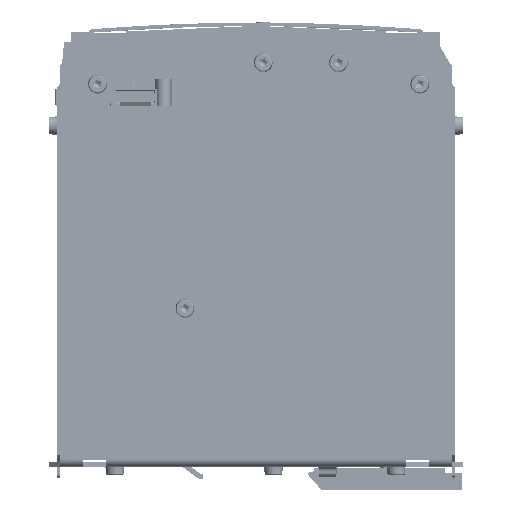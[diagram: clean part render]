
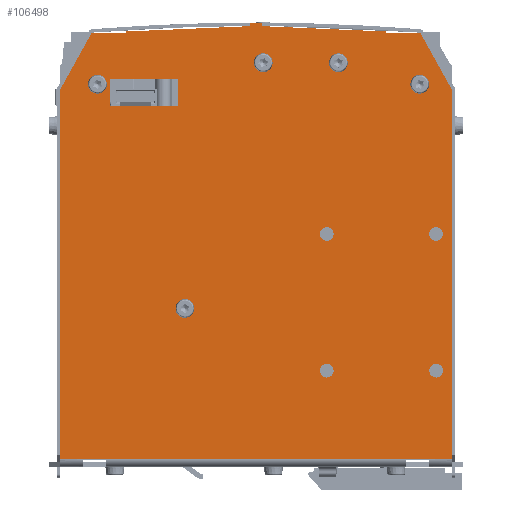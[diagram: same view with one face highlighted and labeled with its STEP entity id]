
A CAD part, left-side view. The second image highlights one B-rep face of the part: STEP entity #106498.
In plain terms, the highlighted planar face has unit normal (-1, 0, 0).
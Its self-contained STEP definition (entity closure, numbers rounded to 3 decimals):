
#4160=FACE_BOUND('',#19733,.T.);
#4161=FACE_BOUND('',#19734,.T.);
#4162=FACE_BOUND('',#19735,.T.);
#4163=FACE_BOUND('',#19736,.T.);
#4164=FACE_BOUND('',#19737,.T.);
#4165=FACE_BOUND('',#19738,.T.);
#4166=FACE_BOUND('',#19739,.T.);
#4167=FACE_BOUND('',#19740,.T.);
#4168=FACE_BOUND('',#19741,.T.);
#4169=FACE_BOUND('',#19742,.T.);
#6559=CIRCLE('',#114523,2.);
#6560=CIRCLE('',#114524,2.);
#6561=CIRCLE('',#114525,2.);
#6562=CIRCLE('',#114526,2.);
#6563=CIRCLE('',#114527,2.);
#6564=CIRCLE('',#114528,2.);
#6565=CIRCLE('',#114529,1.75);
#6566=CIRCLE('',#114530,1.75);
#6567=CIRCLE('',#114531,1.25);
#12561=FACE_OUTER_BOUND('',#19732,.T.);
#19732=EDGE_LOOP('',(#91207,#91208,#91209,#91210,#91211,#91212,#91213,#91214,
#91215,#91216,#91217,#91218,#91219,#91220));
#19733=EDGE_LOOP('',(#91221));
#19734=EDGE_LOOP('',(#91222));
#19735=EDGE_LOOP('',(#91223));
#19736=EDGE_LOOP('',(#91224));
#19737=EDGE_LOOP('',(#91225));
#19738=EDGE_LOOP('',(#91226));
#19739=EDGE_LOOP('',(#91227));
#19740=EDGE_LOOP('',(#91228));
#19741=EDGE_LOOP('',(#91229));
#19742=EDGE_LOOP('',(#91230,#91231,#91232,#91233));
#30173=LINE('',#175704,#41791);
#30174=LINE('',#175706,#41792);
#30175=LINE('',#175708,#41793);
#30176=LINE('',#175710,#41794);
#30177=LINE('',#175712,#41795);
#30178=LINE('',#175714,#41796);
#30179=LINE('',#175716,#41797);
#30180=LINE('',#175718,#41798);
#30181=LINE('',#175720,#41799);
#30182=LINE('',#175722,#41800);
#30183=LINE('',#175724,#41801);
#30184=LINE('',#175726,#41802);
#30185=LINE('',#175728,#41803);
#30186=LINE('',#175729,#41804);
#30187=LINE('',#175750,#41805);
#30188=LINE('',#175752,#41806);
#30189=LINE('',#175754,#41807);
#30190=LINE('',#175755,#41808);
#41791=VECTOR('',#138383,0.431);
#41792=VECTOR('',#138384,36.434);
#41793=VECTOR('',#138385,0.9);
#41794=VECTOR('',#138386,3.4);
#41795=VECTOR('',#138387,0.9);
#41796=VECTOR('',#138388,36.434);
#41797=VECTOR('',#138389,0.431);
#41798=VECTOR('',#138390,10.);
#41799=VECTOR('',#138391,18.979);
#41800=VECTOR('',#138392,108.05);
#41801=VECTOR('',#138393,114.6);
#41802=VECTOR('',#138394,108.05);
#41803=VECTOR('',#138395,18.979);
#41804=VECTOR('',#138396,10.);
#41805=VECTOR('',#138415,8.);
#41806=VECTOR('',#138416,20.);
#41807=VECTOR('',#138417,8.);
#41808=VECTOR('',#138418,20.);
#52114=VERTEX_POINT('',#175702);
#52115=VERTEX_POINT('',#175703);
#52116=VERTEX_POINT('',#175705);
#52117=VERTEX_POINT('',#175707);
#52118=VERTEX_POINT('',#175709);
#52119=VERTEX_POINT('',#175711);
#52120=VERTEX_POINT('',#175713);
#52121=VERTEX_POINT('',#175715);
#52122=VERTEX_POINT('',#175717);
#52123=VERTEX_POINT('',#175719);
#52124=VERTEX_POINT('',#175721);
#52125=VERTEX_POINT('',#175723);
#52126=VERTEX_POINT('',#175725);
#52127=VERTEX_POINT('',#175727);
#52128=VERTEX_POINT('',#175730);
#52129=VERTEX_POINT('',#175732);
#52130=VERTEX_POINT('',#175734);
#52131=VERTEX_POINT('',#175736);
#52132=VERTEX_POINT('',#175738);
#52133=VERTEX_POINT('',#175740);
#52134=VERTEX_POINT('',#175742);
#52135=VERTEX_POINT('',#175744);
#52136=VERTEX_POINT('',#175746);
#52137=VERTEX_POINT('',#175748);
#52138=VERTEX_POINT('',#175749);
#52139=VERTEX_POINT('',#175751);
#52140=VERTEX_POINT('',#175753);
#65526=EDGE_CURVE('',#52114,#52115,#30173,.T.);
#65527=EDGE_CURVE('',#52115,#52116,#30174,.T.);
#65528=EDGE_CURVE('',#52116,#52117,#30175,.T.);
#65529=EDGE_CURVE('',#52117,#52118,#30176,.T.);
#65530=EDGE_CURVE('',#52118,#52119,#30177,.T.);
#65531=EDGE_CURVE('',#52119,#52120,#30178,.T.);
#65532=EDGE_CURVE('',#52120,#52121,#30179,.T.);
#65533=EDGE_CURVE('',#52121,#52122,#30180,.T.);
#65534=EDGE_CURVE('',#52122,#52123,#30181,.T.);
#65535=EDGE_CURVE('',#52124,#52123,#30182,.T.);
#65536=EDGE_CURVE('',#52124,#52125,#30183,.T.);
#65537=EDGE_CURVE('',#52126,#52125,#30184,.T.);
#65538=EDGE_CURVE('',#52126,#52127,#30185,.T.);
#65539=EDGE_CURVE('',#52127,#52114,#30186,.T.);
#65540=EDGE_CURVE('',#52128,#52128,#6559,.T.);
#65541=EDGE_CURVE('',#52129,#52129,#6560,.T.);
#65542=EDGE_CURVE('',#52130,#52130,#6561,.T.);
#65543=EDGE_CURVE('',#52131,#52131,#6562,.T.);
#65544=EDGE_CURVE('',#52132,#52132,#6563,.T.);
#65545=EDGE_CURVE('',#52133,#52133,#6564,.T.);
#65546=EDGE_CURVE('',#52134,#52134,#6565,.T.);
#65547=EDGE_CURVE('',#52135,#52135,#6566,.T.);
#65548=EDGE_CURVE('',#52136,#52136,#6567,.T.);
#65549=EDGE_CURVE('',#52137,#52138,#30187,.T.);
#65550=EDGE_CURVE('',#52138,#52139,#30188,.T.);
#65551=EDGE_CURVE('',#52139,#52140,#30189,.T.);
#65552=EDGE_CURVE('',#52140,#52137,#30190,.T.);
#91207=ORIENTED_EDGE('',*,*,#65526,.T.);
#91208=ORIENTED_EDGE('',*,*,#65527,.T.);
#91209=ORIENTED_EDGE('',*,*,#65528,.T.);
#91210=ORIENTED_EDGE('',*,*,#65529,.T.);
#91211=ORIENTED_EDGE('',*,*,#65530,.T.);
#91212=ORIENTED_EDGE('',*,*,#65531,.T.);
#91213=ORIENTED_EDGE('',*,*,#65532,.T.);
#91214=ORIENTED_EDGE('',*,*,#65533,.T.);
#91215=ORIENTED_EDGE('',*,*,#65534,.T.);
#91216=ORIENTED_EDGE('',*,*,#65535,.F.);
#91217=ORIENTED_EDGE('',*,*,#65536,.T.);
#91218=ORIENTED_EDGE('',*,*,#65537,.F.);
#91219=ORIENTED_EDGE('',*,*,#65538,.T.);
#91220=ORIENTED_EDGE('',*,*,#65539,.T.);
#91221=ORIENTED_EDGE('',*,*,#65540,.T.);
#91222=ORIENTED_EDGE('',*,*,#65541,.T.);
#91223=ORIENTED_EDGE('',*,*,#65542,.T.);
#91224=ORIENTED_EDGE('',*,*,#65543,.T.);
#91225=ORIENTED_EDGE('',*,*,#65544,.T.);
#91226=ORIENTED_EDGE('',*,*,#65545,.T.);
#91227=ORIENTED_EDGE('',*,*,#65546,.T.);
#91228=ORIENTED_EDGE('',*,*,#65547,.T.);
#91229=ORIENTED_EDGE('',*,*,#65548,.T.);
#91230=ORIENTED_EDGE('',*,*,#65549,.T.);
#91231=ORIENTED_EDGE('',*,*,#65550,.T.);
#91232=ORIENTED_EDGE('',*,*,#65551,.T.);
#91233=ORIENTED_EDGE('',*,*,#65552,.T.);
#100791=PLANE('',#114522);
#106498=ADVANCED_FACE('',(#12561,#4160,#4161,#4162,#4163,#4164,#4165,#4166,
#4167,#4168,#4169),#100791,.T.);
#114522=AXIS2_PLACEMENT_3D('',#175701,#138381,#138382);
#114523=AXIS2_PLACEMENT_3D('',#175731,#138397,#138398);
#114524=AXIS2_PLACEMENT_3D('',#175733,#138399,#138400);
#114525=AXIS2_PLACEMENT_3D('',#175735,#138401,#138402);
#114526=AXIS2_PLACEMENT_3D('',#175737,#138403,#138404);
#114527=AXIS2_PLACEMENT_3D('',#175739,#138405,#138406);
#114528=AXIS2_PLACEMENT_3D('',#175741,#138407,#138408);
#114529=AXIS2_PLACEMENT_3D('',#175743,#138409,#138410);
#114530=AXIS2_PLACEMENT_3D('',#175745,#138411,#138412);
#114531=AXIS2_PLACEMENT_3D('',#175747,#138413,#138414);
#138381=DIRECTION('center_axis',(-1.,0.,0.));
#138382=DIRECTION('ref_axis',(0.,0.,1.));
#138383=DIRECTION('',(0.,0.,1.));
#138384=DIRECTION('',(0.,0.999,0.043));
#138385=DIRECTION('',(0.,0.,1.));
#138386=DIRECTION('',(0.,1.,0.));
#138387=DIRECTION('',(0.,0.,-1.));
#138388=DIRECTION('',(0.,0.999,-0.043));
#138389=DIRECTION('',(0.,0.,-1.));
#138390=DIRECTION('',(0.,1.,0.));
#138391=DIRECTION('',(0.,0.485,-0.875));
#138392=DIRECTION('',(0.,0.,1.));
#138393=DIRECTION('',(0.,-1.,0.));
#138394=DIRECTION('',(0.,0.,-1.));
#138395=DIRECTION('',(0.,0.485,0.875));
#138396=DIRECTION('',(0.,1.,0.));
#138397=DIRECTION('center_axis',(1.,0.,0.));
#138398=DIRECTION('ref_axis',(0.,0.,1.));
#138399=DIRECTION('center_axis',(1.,0.,0.));
#138400=DIRECTION('ref_axis',(0.,0.,1.));
#138401=DIRECTION('center_axis',(1.,0.,0.));
#138402=DIRECTION('ref_axis',(0.,0.,1.));
#138403=DIRECTION('center_axis',(1.,0.,0.));
#138404=DIRECTION('ref_axis',(0.,0.,1.));
#138405=DIRECTION('center_axis',(1.,0.,0.));
#138406=DIRECTION('ref_axis',(0.,0.,1.));
#138407=DIRECTION('center_axis',(1.,0.,0.));
#138408=DIRECTION('ref_axis',(0.,0.,1.));
#138409=DIRECTION('center_axis',(1.,0.,0.));
#138410=DIRECTION('ref_axis',(0.,0.,1.));
#138411=DIRECTION('center_axis',(1.,0.,0.));
#138412=DIRECTION('ref_axis',(0.,0.,1.));
#138413=DIRECTION('center_axis',(1.,0.,0.));
#138414=DIRECTION('ref_axis',(0.,0.,1.));
#138415=DIRECTION('',(0.,0.,1.));
#138416=DIRECTION('',(0.,-1.,0.));
#138417=DIRECTION('',(0.,0.,-1.));
#138418=DIRECTION('',(0.,1.,0.));
#175701=CARTESIAN_POINT('Origin',(-75.,-57.3,0.75));
#175702=CARTESIAN_POINT('',(-75.,-38.1,125.4));
#175703=CARTESIAN_POINT('',(-75.,-38.1,125.831));
#175704=CARTESIAN_POINT('',(-75.,-38.1,125.4));
#175705=CARTESIAN_POINT('',(-75.,-1.7,127.4));
#175706=CARTESIAN_POINT('',(-75.,-38.1,125.831));
#175707=CARTESIAN_POINT('',(-75.,-1.7,128.3));
#175708=CARTESIAN_POINT('',(-75.,-1.7,127.4));
#175709=CARTESIAN_POINT('',(-75.,1.7,128.3));
#175710=CARTESIAN_POINT('',(-75.,-1.7,128.3));
#175711=CARTESIAN_POINT('',(-75.,1.7,127.4));
#175712=CARTESIAN_POINT('',(-75.,1.7,128.3));
#175713=CARTESIAN_POINT('',(-75.,38.1,125.831));
#175714=CARTESIAN_POINT('',(-75.,1.7,127.4));
#175715=CARTESIAN_POINT('',(-75.,38.1,125.4));
#175716=CARTESIAN_POINT('',(-75.,38.1,125.831));
#175717=CARTESIAN_POINT('',(-75.,48.1,125.4));
#175718=CARTESIAN_POINT('',(-75.,38.1,125.4));
#175719=CARTESIAN_POINT('',(-75.,57.3,108.8));
#175720=CARTESIAN_POINT('',(-75.,48.1,125.4));
#175721=CARTESIAN_POINT('',(-75.,57.3,0.75));
#175722=CARTESIAN_POINT('',(-75.,57.3,0.75));
#175723=CARTESIAN_POINT('',(-75.,-57.3,0.75));
#175724=CARTESIAN_POINT('',(-75.,57.3,0.75));
#175725=CARTESIAN_POINT('',(-75.,-57.3,108.8));
#175726=CARTESIAN_POINT('',(-75.,-57.3,108.8));
#175727=CARTESIAN_POINT('',(-75.,-48.1,125.4));
#175728=CARTESIAN_POINT('',(-75.,-57.3,108.8));
#175729=CARTESIAN_POINT('',(-75.,-48.1,125.4));
#175730=CARTESIAN_POINT('',(-75.,46.4,112.4));
#175731=CARTESIAN_POINT('Origin',(-75.,46.4,110.4));
#175732=CARTESIAN_POINT('',(-75.,-20.7,28.6));
#175733=CARTESIAN_POINT('Origin',(-75.,-20.7,26.6));
#175734=CARTESIAN_POINT('',(-75.,-52.7,28.6));
#175735=CARTESIAN_POINT('Origin',(-75.,-52.7,26.6));
#175736=CARTESIAN_POINT('',(-75.,-52.7,68.6));
#175737=CARTESIAN_POINT('Origin',(-75.,-52.7,66.6));
#175738=CARTESIAN_POINT('',(-75.,-20.7,68.6));
#175739=CARTESIAN_POINT('Origin',(-75.,-20.7,66.6));
#175740=CARTESIAN_POINT('',(-75.,-47.9,112.4));
#175741=CARTESIAN_POINT('Origin',(-75.,-47.9,110.4));
#175742=CARTESIAN_POINT('',(-75.,-2.1,118.45));
#175743=CARTESIAN_POINT('Origin',(-75.,-2.1,116.7));
#175744=CARTESIAN_POINT('',(-75.,-24.1,118.45));
#175745=CARTESIAN_POINT('Origin',(-75.,-24.1,116.7));
#175746=CARTESIAN_POINT('',(-75.,20.8,46.05));
#175747=CARTESIAN_POINT('Origin',(-75.,20.8,44.8));
#175748=CARTESIAN_POINT('',(-75.,42.7,103.9));
#175749=CARTESIAN_POINT('',(-75.,42.7,111.9));
#175750=CARTESIAN_POINT('',(-75.,42.7,103.9));
#175751=CARTESIAN_POINT('',(-75.,22.7,111.9));
#175752=CARTESIAN_POINT('',(-75.,42.7,111.9));
#175753=CARTESIAN_POINT('',(-75.,22.7,103.9));
#175754=CARTESIAN_POINT('',(-75.,22.7,111.9));
#175755=CARTESIAN_POINT('',(-75.,22.7,103.9));
